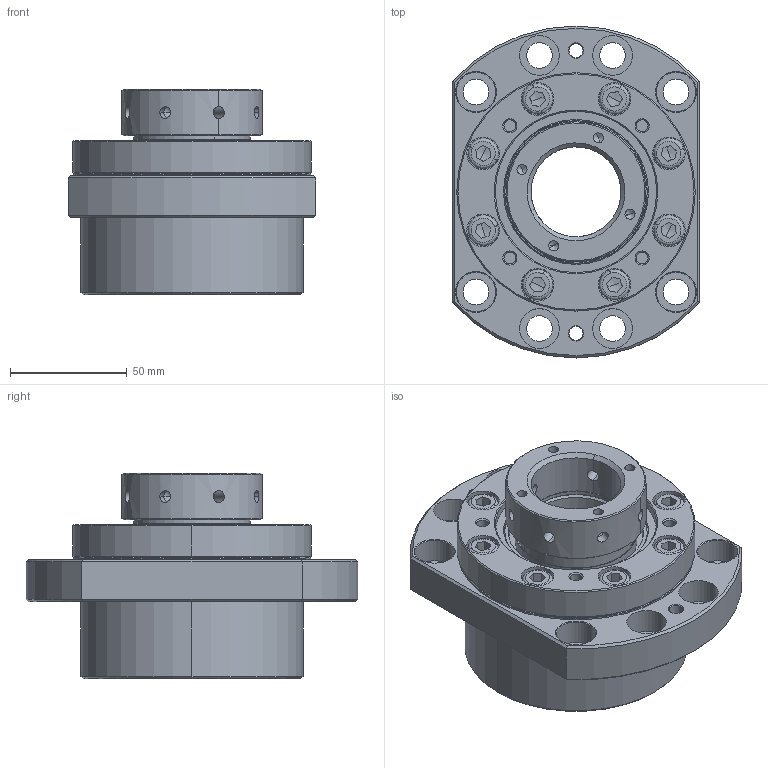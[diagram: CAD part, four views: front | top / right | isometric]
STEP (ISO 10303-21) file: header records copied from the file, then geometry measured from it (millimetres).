
FILE_DESCRIPTION (( 'STEP AP214' ), '1' );
FILE_NAME ('WBK40DF_RN40W-Rollco.step', '2023-04-27T09:30:40', ( '' ), ( '' ), 'SwSTEP 2.0', 'SolidWorks 2010', '' );
FILE_SCHEMA (( 'AUTOMOTIVE_DESIGN' ));
Length unit declared in the file: millimetre
Products named in the file (8): WBK35~40DF_house; 40TAC72; SBK25DFD_WBK35-40DFF_seal; WBK34-40DF-DFD_lid; WBK40_spacer-b18; MC6S-M8x20; RN40W; WBK40DF_RN40W-Rollco
Assembly tree (17 placements, depth 2):
  WBK40DF_RN40W-Rollco
    MC6S-M8x20  x8
    40TAC72  x2
    SBK25DFD_WBK35-40DFF_seal  x2
    WBK35~40DF_house
    WBK40_spacer-b18  x2
    RN40W
    WBK34-40DF-DFD_lid
Bounding box: 106 x 142 x 88 mm (x, y, z)
Volume: 453653.2 mm3; surface area: 163794.1 mm2
Topology: 41 solids, 41 shells, 971 faces, 2468 edges, 1496 vertices
Faces by surface type: cylinder 484, cone 214, plane 145, bspline 128
Entity records: 19048 total; most frequent: CARTESIAN_POINT 7704, DIRECTION 2400, ORIENTED_EDGE 2160, EDGE_CURVE 1080, AXIS2_PLACEMENT_3D 999, VERTEX_POINT 681, EDGE_LOOP 593, CIRCLE 543
